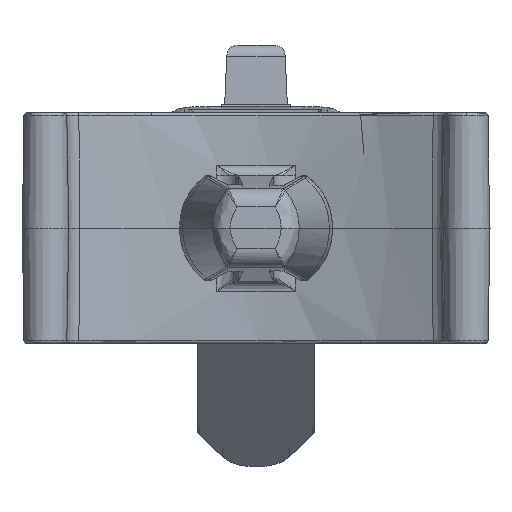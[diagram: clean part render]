
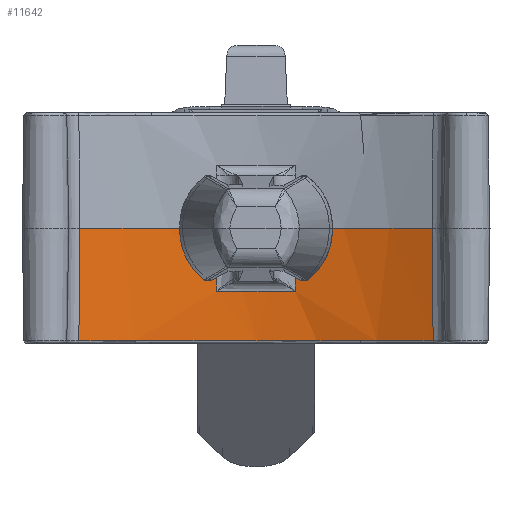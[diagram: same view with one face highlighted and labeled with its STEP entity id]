
A CAD part, front view. The second image highlights one B-rep face of the part: STEP entity #11642.
In plain terms, the highlighted conical face has half-angle 1 degrees and reference radius 16.077 mm.
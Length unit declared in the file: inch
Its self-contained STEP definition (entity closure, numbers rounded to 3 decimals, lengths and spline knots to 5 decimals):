
#106 = EDGE_CURVE ( 'NONE', #1426, #1417, #12306, .T. ) ;
#107 = EDGE_CURVE ( 'NONE', #1417, #1424, #3407, .T. ) ;
#108 = EDGE_CURVE ( 'NONE', #1424, #1429, #12307, .T. ) ;
#114 = EDGE_CURVE ( 'NONE', #1437, #1426, #3412, .T. ) ;
#117 = EDGE_CURVE ( 'NONE', #1429, #1430, #3417, .T. ) ;
#123 = EDGE_CURVE ( 'NONE', #1441, #1430, #3423, .T. ) ;
#124 = EDGE_CURVE ( 'NONE', #1442, #1441, #3427, .T. ) ;
#125 = EDGE_CURVE ( 'NONE', #1437, #1442, #3425, .T. ) ;
#656 = EDGE_LOOP ( 'NONE', ( #1124, #1125, #1126, #1127, #1128, #1129, #1130, #1131 ) ) ;
#1124 = ORIENTED_EDGE ( 'NONE', *, *, #108, .T. ) ;
#1125 = ORIENTED_EDGE ( 'NONE', *, *, #117, .T. ) ;
#1126 = ORIENTED_EDGE ( 'NONE', *, *, #123, .F. ) ;
#1127 = ORIENTED_EDGE ( 'NONE', *, *, #124, .F. ) ;
#1128 = ORIENTED_EDGE ( 'NONE', *, *, #125, .F. ) ;
#1129 = ORIENTED_EDGE ( 'NONE', *, *, #114, .T. ) ;
#1130 = ORIENTED_EDGE ( 'NONE', *, *, #106, .T. ) ;
#1131 = ORIENTED_EDGE ( 'NONE', *, *, #107, .T. ) ;
#1417 = VERTEX_POINT ( 'NONE', #6180 ) ;
#1424 = VERTEX_POINT ( 'NONE', #6187 ) ;
#1426 = VERTEX_POINT ( 'NONE', #6189 ) ;
#1429 = VERTEX_POINT ( 'NONE', #6192 ) ;
#1430 = VERTEX_POINT ( 'NONE', #6193 ) ;
#1437 = VERTEX_POINT ( 'NONE', #6200 ) ;
#1441 = VERTEX_POINT ( 'NONE', #6204 ) ;
#1442 = VERTEX_POINT ( 'NONE', #6205 ) ;
#3407 = CIRCLE ( 'NONE', #3586, 0.63126 ) ;
#3412 = CIRCLE ( 'NONE', #3589, 0.6295 ) ;
#3417 = CIRCLE ( 'NONE', #3591, 0.6295 ) ;
#3423 = LINE ( 'NONE', #4051, #3428 ) ;
#3425 = LINE ( 'NONE', #4060, #3431 ) ;
#3427 = CIRCLE ( 'NONE', #3592, 0.63264 ) ;
#3428 = VECTOR ( 'NONE', #4058, 39.37008 ) ;
#3431 = VECTOR ( 'NONE', #4065, 39.37008 ) ;
#3586 = AXIS2_PLACEMENT_3D ( 'NONE', #4015, #4016, #4017 ) ;
#3589 = AXIS2_PLACEMENT_3D ( 'NONE', #4033, #4034, #4035 ) ;
#3591 = AXIS2_PLACEMENT_3D ( 'NONE', #4043, #4044, #4045 ) ;
#3592 = AXIS2_PLACEMENT_3D ( 'NONE', #4061, #4062, #4063 ) ;
#4003 = CARTESIAN_POINT ( 'NONE',  ( -3.93363, -0.03801, 0. ) ) ;
#4006 = CARTESIAN_POINT ( 'NONE',  ( -3.93486, -0.03729, -0.03357 ) ) ;
#4011 = CARTESIAN_POINT ( 'NONE',  ( -3.9361, -0.03657, -0.06715 ) ) ;
#4012 = CARTESIAN_POINT ( 'NONE',  ( -3.93735, -0.03586, -0.10072 ) ) ;
#4013 = CARTESIAN_POINT ( 'NONE',  ( -4.06265, -0.03586, -0.10072 ) ) ;
#4014 = CARTESIAN_POINT ( 'NONE',  ( -4.0639, -0.03657, -0.06715 ) ) ;
#4015 = CARTESIAN_POINT ( 'NONE',  ( -4., -0.664, -0.10072 ) ) ;
#4016 = DIRECTION ( 'NONE',  ( 0., 0., 1. ) ) ;
#4017 = DIRECTION ( 'NONE',  ( 0., 1., 0. ) ) ;
#4019 = CARTESIAN_POINT ( 'NONE',  ( -4.06514, -0.03729, -0.03357 ) ) ;
#4020 = CARTESIAN_POINT ( 'NONE',  ( -4.06637, -0.03801, 0. ) ) ;
#4033 = CARTESIAN_POINT ( 'NONE',  ( -4., -0.664, 0. ) ) ;
#4034 = DIRECTION ( 'NONE',  ( 0., 0., 1. ) ) ;
#4035 = DIRECTION ( 'NONE',  ( -1., 0., 0. ) ) ;
#4043 = CARTESIAN_POINT ( 'NONE',  ( -4., -0.664, 0. ) ) ;
#4044 = DIRECTION ( 'NONE',  ( 0., 0., 1. ) ) ;
#4045 = DIRECTION ( 'NONE',  ( -1., 0., 0. ) ) ;
#4051 = CARTESIAN_POINT ( 'NONE',  ( -4.2832, -0.09986, -0.09905 ) ) ;
#4058 = DIRECTION ( 'NONE',  ( 0.008, -0.016, 1. ) ) ;
#4060 = CARTESIAN_POINT ( 'NONE',  ( -3.7168, -0.09986, -0.09905 ) ) ;
#4061 = CARTESIAN_POINT ( 'NONE',  ( -4., -0.664, -0.18009 ) ) ;
#4062 = DIRECTION ( 'NONE',  ( 0., 0., 1. ) ) ;
#4063 = DIRECTION ( 'NONE',  ( 0., -1., 0. ) ) ;
#4065 = DIRECTION ( 'NONE',  ( 0.008, 0.016, -1. ) ) ;
#6180 = CARTESIAN_POINT ( 'NONE',  ( -3.93735, -0.03586, -0.10072 ) ) ;
#6187 = CARTESIAN_POINT ( 'NONE',  ( -4.06265, -0.03586, -0.10072 ) ) ;
#6189 = CARTESIAN_POINT ( 'NONE',  ( -3.93363, -0.03801, 0. ) ) ;
#6192 = CARTESIAN_POINT ( 'NONE',  ( -4.06637, -0.03801, 0. ) ) ;
#6193 = CARTESIAN_POINT ( 'NONE',  ( -4.28242, -0.10141, 0. ) ) ;
#6200 = CARTESIAN_POINT ( 'NONE',  ( -3.71758, -0.10141, 0. ) ) ;
#6204 = CARTESIAN_POINT ( 'NONE',  ( -4.28383, -0.0986, -0.18009 ) ) ;
#6205 = CARTESIAN_POINT ( 'NONE',  ( -3.71617, -0.0986, -0.18009 ) ) ;
#8798 = FACE_OUTER_BOUND ( 'NONE', #656, .T. ) ;
#8806 = CONICAL_SURFACE ( 'NONE', #10198, 0.63296, 0.017 ) ;
#10089 = DIRECTION ( 'NONE',  ( -1., 0., 0. ) ) ;
#10094 = DIRECTION ( 'NONE',  ( 0., 0., -1. ) ) ;
#10096 = CARTESIAN_POINT ( 'NONE',  ( -4., -0.664, -0.1981 ) ) ;
#10198 = AXIS2_PLACEMENT_3D ( 'NONE', #10096, #10094, #10089 ) ;
#11642 = ADVANCED_FACE ( 'NONE', ( #8798 ), #8806, .F. ) ;
#12306 = B_SPLINE_CURVE_WITH_KNOTS ( 'NONE', 3,
 ( #4003, #4006, #4011, #4012 ),
 .UNSPECIFIED., .F., .F.,
 ( 4, 4 ),
 ( 0., 1. ),
 .UNSPECIFIED. ) ;
#12307 = B_SPLINE_CURVE_WITH_KNOTS ( 'NONE', 3,
 ( #4013, #4014, #4019, #4020 ),
 .UNSPECIFIED., .F., .F.,
 ( 4, 4 ),
 ( 0., 1. ),
 .UNSPECIFIED. ) ;
